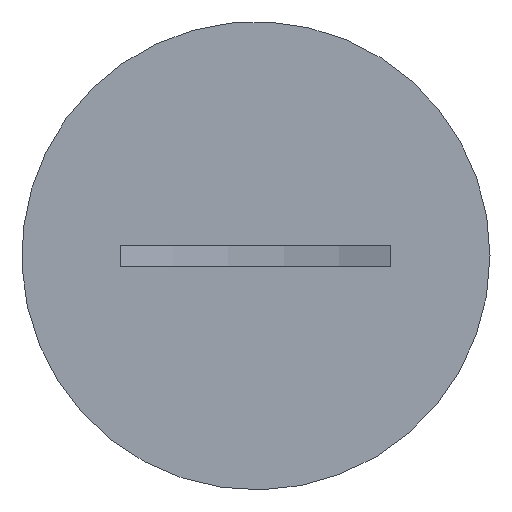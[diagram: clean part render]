
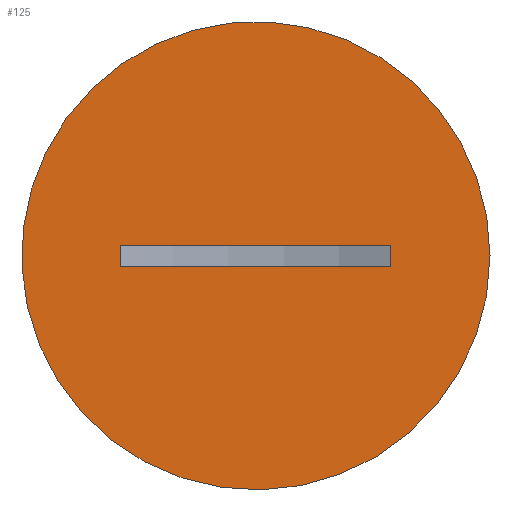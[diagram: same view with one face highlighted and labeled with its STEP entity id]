
A CAD part, top view. The second image highlights one B-rep face of the part: STEP entity #125.
In plain terms, the highlighted planar face has unit normal (0, 0, 1).
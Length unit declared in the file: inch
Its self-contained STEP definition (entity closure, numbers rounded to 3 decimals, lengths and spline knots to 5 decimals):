
#14 = CARTESIAN_POINT ( 'NONE',  ( 0.49992, -0.86725, 0.36258 ) ) ;
#27 = CIRCLE ( 'NONE', #355, 0.86725 ) ;
#68 = PLANE ( 'NONE',  #595 ) ;
#94 = CARTESIAN_POINT ( 'NONE',  ( 0.49992, 0.04, 0.36258 ) ) ;
#107 = VERTEX_POINT ( 'NONE', #742 ) ;
#120 = EDGE_LOOP ( 'NONE', ( #220 ) ) ;
#125 = ADVANCED_FACE ( 'NONE', ( #387, #882 ), #68, .T. ) ;
#135 = VERTEX_POINT ( 'NONE', #371 ) ;
#155 = DIRECTION ( 'NONE',  ( 1., 0., 0. ) ) ;
#176 = ORIENTED_EDGE ( 'NONE', *, *, #421, .T. ) ;
#192 = VECTOR ( 'NONE', #263, 39.37008 ) ;
#200 = VECTOR ( 'NONE', #588, 39.37008 ) ;
#220 = ORIENTED_EDGE ( 'NONE', *, *, #409, .T. ) ;
#221 = CARTESIAN_POINT ( 'NONE',  ( -0.49992, -0.86725, 0.36258 ) ) ;
#252 = ORIENTED_EDGE ( 'NONE', *, *, #823, .T. ) ;
#263 = DIRECTION ( 'NONE',  ( -1., 0., 0. ) ) ;
#273 = CARTESIAN_POINT ( 'NONE',  ( 0., 0., 0.36258 ) ) ;
#285 = VERTEX_POINT ( 'NONE', #94 ) ;
#287 = LINE ( 'NONE', #221, #200 ) ;
#314 = CARTESIAN_POINT ( 'NONE',  ( -0.86725, -0.86725, 0.36258 ) ) ;
#355 = AXIS2_PLACEMENT_3D ( 'NONE', #273, #784, #722 ) ;
#371 = CARTESIAN_POINT ( 'NONE',  ( 0.49992, -0.04, 0.36258 ) ) ;
#387 = FACE_BOUND ( 'NONE', #395, .T. ) ;
#395 = EDGE_LOOP ( 'NONE', ( #252, #485, #176, #922 ) ) ;
#409 = EDGE_CURVE ( 'NONE', #671, #671, #27, .T. ) ;
#421 = EDGE_CURVE ( 'NONE', #135, #107, #633, .T. ) ;
#449 = CARTESIAN_POINT ( 'NONE',  ( -0.86725, 0.04, 0.36258 ) ) ;
#485 = ORIENTED_EDGE ( 'NONE', *, *, #532, .T. ) ;
#532 = EDGE_CURVE ( 'NONE', #285, #135, #599, .T. ) ;
#575 = VERTEX_POINT ( 'NONE', #915 ) ;
#588 = DIRECTION ( 'NONE',  ( 0., 1., 0. ) ) ;
#595 = AXIS2_PLACEMENT_3D ( 'NONE', #314, #746, #897 ) ;
#599 = LINE ( 'NONE', #14, #651 ) ;
#633 = LINE ( 'NONE', #863, #192 ) ;
#651 = VECTOR ( 'NONE', #892, 39.37008 ) ;
#671 = VERTEX_POINT ( 'NONE', #754 ) ;
#722 = DIRECTION ( 'NONE',  ( 1., 0., 0. ) ) ;
#742 = CARTESIAN_POINT ( 'NONE',  ( -0.49992, -0.04, 0.36258 ) ) ;
#746 = DIRECTION ( 'NONE',  ( 0., 0., 1. ) ) ;
#754 = CARTESIAN_POINT ( 'NONE',  ( 0.86725, 0., 0.36258 ) ) ;
#784 = DIRECTION ( 'NONE',  ( 0., 0., 1. ) ) ;
#794 = VECTOR ( 'NONE', #155, 39.37008 ) ;
#812 = LINE ( 'NONE', #449, #794 ) ;
#823 = EDGE_CURVE ( 'NONE', #575, #285, #812, .T. ) ;
#863 = CARTESIAN_POINT ( 'NONE',  ( -0.86725, -0.04, 0.36258 ) ) ;
#869 = EDGE_CURVE ( 'NONE', #107, #575, #287, .T. ) ;
#882 = FACE_OUTER_BOUND ( 'NONE', #120, .T. ) ;
#892 = DIRECTION ( 'NONE',  ( 0., -1., 0. ) ) ;
#897 = DIRECTION ( 'NONE',  ( 1., 0., 0. ) ) ;
#915 = CARTESIAN_POINT ( 'NONE',  ( -0.49992, 0.04, 0.36258 ) ) ;
#922 = ORIENTED_EDGE ( 'NONE', *, *, #869, .T. ) ;
